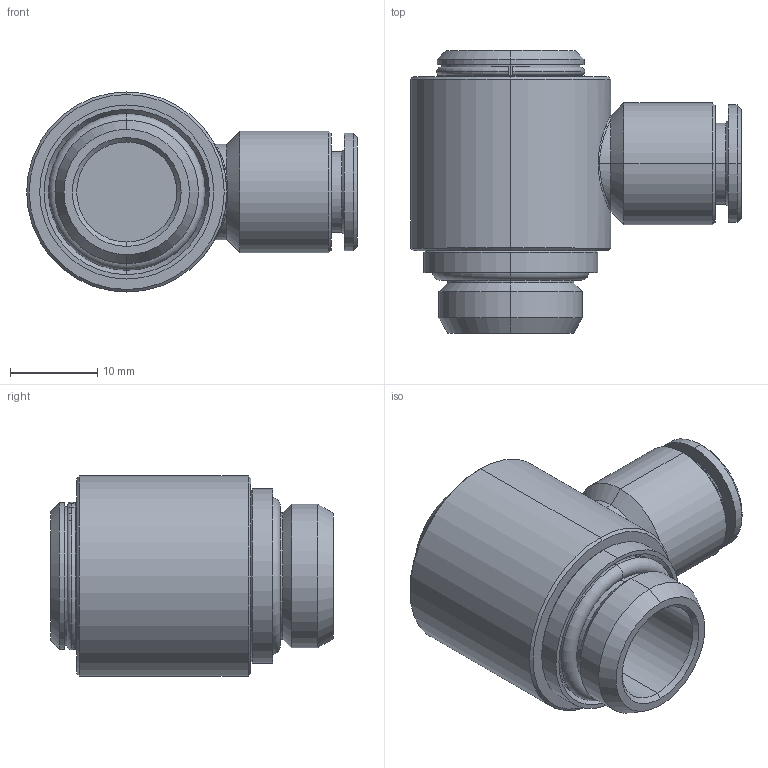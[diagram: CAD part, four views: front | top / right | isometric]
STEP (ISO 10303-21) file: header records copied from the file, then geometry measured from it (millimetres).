
FILE_DESCRIPTION (( 'STEP AP203' ), '1' );
FILE_NAME ('B0100043.STEP', '2011-03-25T16:05:44', ( '' ), ( 'sopra-pneumatic' ), 'SwSTEP 2.0', 'SolidWorks 2009', '' );
FILE_SCHEMA (( 'CONFIG_CONTROL_DESIGN' ));
Length unit declared in the file: millimetre
Products named in the file (1): B0100043
Bounding box: 38 x 32.5 x 23 mm (x, y, z)
Volume: 9787.1 mm3; surface area: 5732.8 mm2
Topology: 3 solids, 3 shells, 89 faces, 186 edges, 113 vertices
Faces by surface type: cone 30, cylinder 29, plane 22, torus 6, bspline 2
Entity records: 3568 total; most frequent: CARTESIAN_POINT 1552, DIRECTION 437, ORIENTED_EDGE 372, EDGE_CURVE 186, AXIS2_PLACEMENT_3D 184, VERTEX_POINT 113, EDGE_LOOP 103, CIRCLE 96
